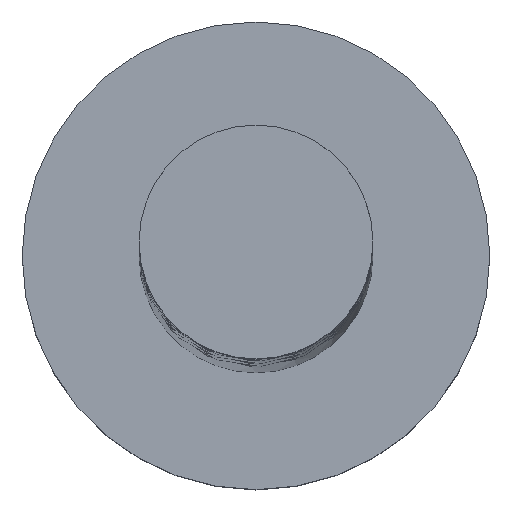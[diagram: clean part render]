
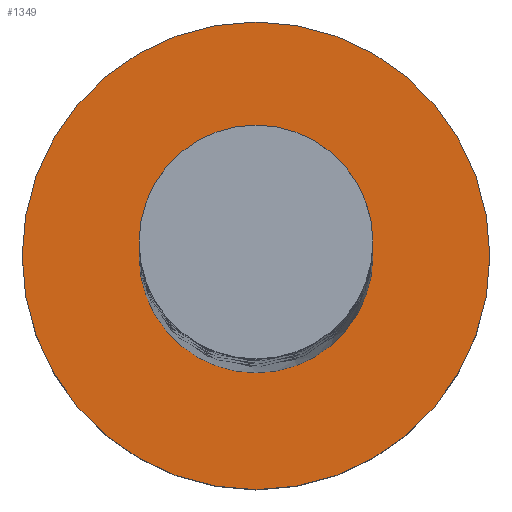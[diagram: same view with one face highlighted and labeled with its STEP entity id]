
A CAD part, top view. The second image highlights one B-rep face of the part: STEP entity #1349.
In plain terms, the highlighted planar face has unit normal (0, 0, 1).
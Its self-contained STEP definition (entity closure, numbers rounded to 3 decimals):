
#6 = CARTESIAN_POINT ( 'NONE',  ( -2., 0., 3. ) ) ;
#10 = CARTESIAN_POINT ( 'NONE',  ( 0., 0., 3. ) ) ;
#39 = AXIS2_PLACEMENT_3D ( 'NONE', #207, #351, #856 ) ;
#120 = EDGE_CURVE ( 'NONE', #997, #841, #220, .T. ) ;
#123 = DIRECTION ( 'NONE',  ( 1., 0., 0. ) ) ;
#207 = CARTESIAN_POINT ( 'NONE',  ( 0., 0., 3. ) ) ;
#214 = EDGE_LOOP ( 'NONE', ( #733, #1056 ) ) ;
#220 = CIRCLE ( 'NONE', #1455, 4. ) ;
#229 = CARTESIAN_POINT ( 'NONE',  ( 0., 0., 3. ) ) ;
#241 = EDGE_LOOP ( 'NONE', ( #1014, #1246 ) ) ;
#294 = FACE_BOUND ( 'NONE', #241, .T. ) ;
#351 = DIRECTION ( 'NONE',  ( 0., 0., 1. ) ) ;
#543 = CARTESIAN_POINT ( 'NONE',  ( -4., 0., 3. ) ) ;
#569 = PLANE ( 'NONE',  #39 ) ;
#573 = AXIS2_PLACEMENT_3D ( 'NONE', #1009, #1166, #1539 ) ;
#625 = CIRCLE ( 'NONE', #683, 4. ) ;
#644 = DIRECTION ( 'NONE',  ( 0., 0., 1. ) ) ;
#682 = CARTESIAN_POINT ( 'NONE',  ( 4., 0., 3. ) ) ;
#683 = AXIS2_PLACEMENT_3D ( 'NONE', #10, #1299, #792 ) ;
#733 = ORIENTED_EDGE ( 'NONE', *, *, #862, .T. ) ;
#753 = CIRCLE ( 'NONE', #573, 2. ) ;
#792 = DIRECTION ( 'NONE',  ( 1., 0., 0. ) ) ;
#800 = DIRECTION ( 'NONE',  ( 0., 0., 1. ) ) ;
#809 = EDGE_CURVE ( 'NONE', #1121, #1207, #1610, .T. ) ;
#841 = VERTEX_POINT ( 'NONE', #543 ) ;
#856 = DIRECTION ( 'NONE',  ( 1., 0., 0. ) ) ;
#862 = EDGE_CURVE ( 'NONE', #841, #997, #625, .T. ) ;
#892 = CARTESIAN_POINT ( 'NONE',  ( 0., 0., 3. ) ) ;
#968 = AXIS2_PLACEMENT_3D ( 'NONE', #229, #644, #1145 ) ;
#997 = VERTEX_POINT ( 'NONE', #682 ) ;
#1009 = CARTESIAN_POINT ( 'NONE',  ( 0., 0., 3. ) ) ;
#1014 = ORIENTED_EDGE ( 'NONE', *, *, #1191, .F. ) ;
#1056 = ORIENTED_EDGE ( 'NONE', *, *, #120, .T. ) ;
#1121 = VERTEX_POINT ( 'NONE', #1571 ) ;
#1145 = DIRECTION ( 'NONE',  ( 1., 0., 0. ) ) ;
#1166 = DIRECTION ( 'NONE',  ( 0., 0., 1. ) ) ;
#1191 = EDGE_CURVE ( 'NONE', #1207, #1121, #753, .T. ) ;
#1207 = VERTEX_POINT ( 'NONE', #6 ) ;
#1246 = ORIENTED_EDGE ( 'NONE', *, *, #809, .F. ) ;
#1299 = DIRECTION ( 'NONE',  ( 0., 0., 1. ) ) ;
#1349 = ADVANCED_FACE ( 'NONE', ( #294, #1573 ), #569, .T. ) ;
#1455 = AXIS2_PLACEMENT_3D ( 'NONE', #892, #800, #123 ) ;
#1539 = DIRECTION ( 'NONE',  ( 1., 0., 0. ) ) ;
#1571 = CARTESIAN_POINT ( 'NONE',  ( 2., 0., 3. ) ) ;
#1573 = FACE_OUTER_BOUND ( 'NONE', #214, .T. ) ;
#1610 = CIRCLE ( 'NONE', #968, 2. ) ;
